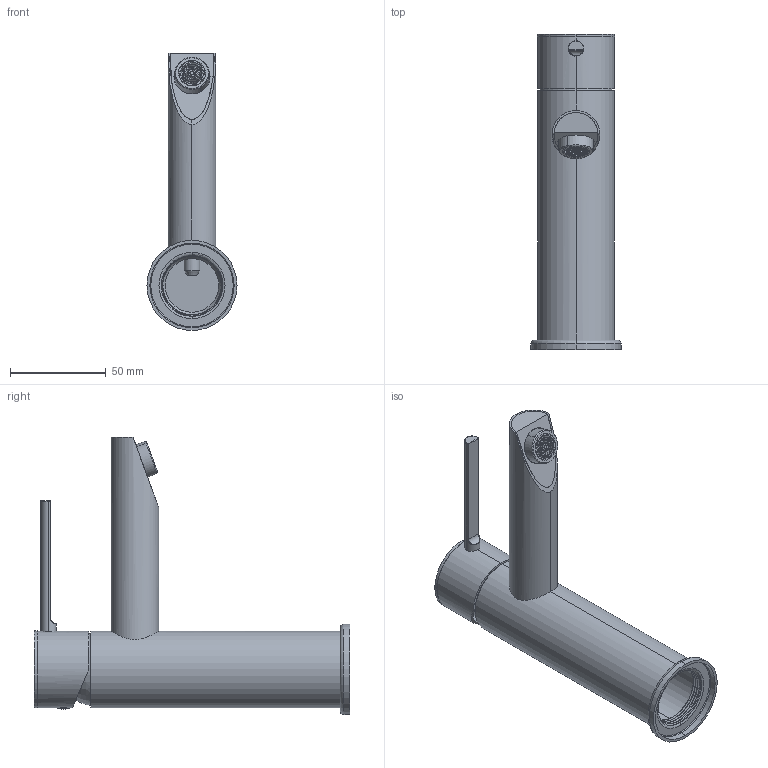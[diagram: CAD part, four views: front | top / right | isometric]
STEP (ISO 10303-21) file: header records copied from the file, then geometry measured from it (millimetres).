
FILE_DESCRIPTION (( 'STEP AP203' ), '1' );
FILE_NAME ('84AP11410.STEP', '2025-03-04T13:34:42', ( '' ), ( '' ), 'SwSTEP 2.0', 'SolidWorks 2021', '' );
FILE_SCHEMA (( 'CONFIG_CONTROL_DESIGN' ));
Length unit declared in the file: millimetre
Products named in the file (1): 84AP11410
Bounding box: 47 x 164.7 x 144.5 mm (x, y, z)
Volume: 73383 mm3; surface area: 70500.8 mm2
Topology: 10 solids, 10 shells, 547 faces, 1300 edges, 847 vertices
Faces by surface type: plane 312, cylinder 172, cone 25, torus 20, bspline 14, sphere 4
Entity records: 19877 total; most frequent: CARTESIAN_POINT 7124, DIRECTION 2597, ORIENTED_EDGE 2588, EDGE_CURVE 1294, AXIS2_PLACEMENT_3D 886, VERTEX_POINT 847, LINE 825, VECTOR 825
